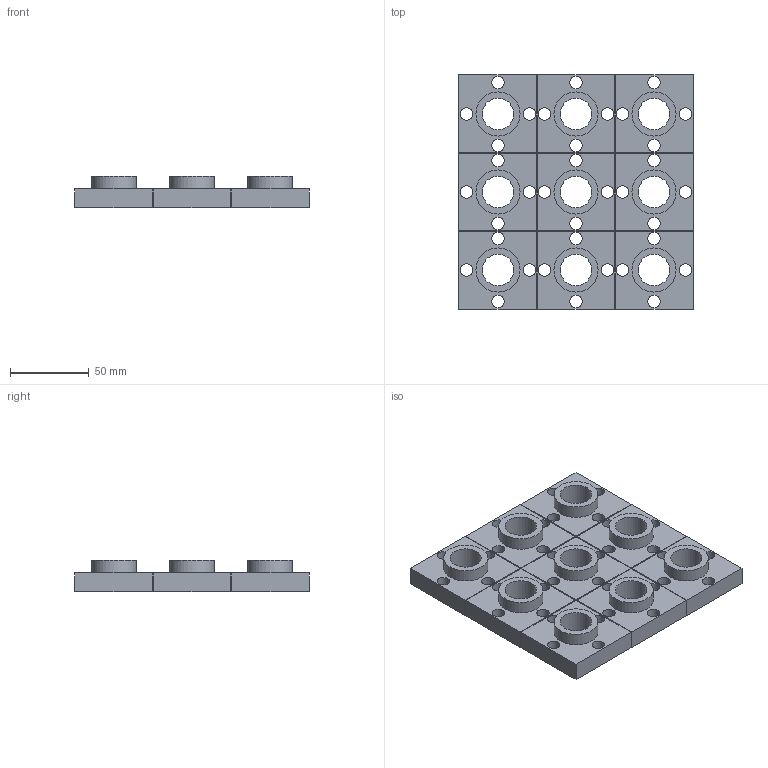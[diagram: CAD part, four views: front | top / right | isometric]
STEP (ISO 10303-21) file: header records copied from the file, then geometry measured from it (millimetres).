
FILE_DESCRIPTION(/* description */ (''),/* implementation_level */ '2;1');
FILE_NAME(/* name */ 'bed support bracket v2.step',/* time_stamp */ '2023-08-29T16:45:47+02:00',/* author */ (''),/* organization */ (''),/* preprocessor_version */ 'ST-DEVELOPER v19.2',/* originating_system */ 'Autodesk Translation Framework v12.6.0.85',/* authorisation */ '');
FILE_SCHEMA (('AUTOMOTIVE_DESIGN { 1 0 10303 214 3 1 1 }'));
Length unit declared in the file: millimetre
Products named in the file (1): bed support bracket
Bounding box: 149 x 149 x 20 mm (x, y, z)
Volume: 236070.8 mm3; surface area: 85826.5 mm2
Topology: 9 solids, 9 shells, 117 faces, 270 edges, 180 vertices
Faces by surface type: plane 63, cylinder 54
Full cylindrical faces by diameter (mm): 8 x36, 20 x9, 28 x9
Entity records: 3557 total; most frequent: DIRECTION 614, CARTESIAN_POINT 568, ORIENTED_EDGE 540, EDGE_CURVE 270, AXIS2_PLACEMENT_3D 226, EDGE_LOOP 216, VERTEX_POINT 180, LINE 162
